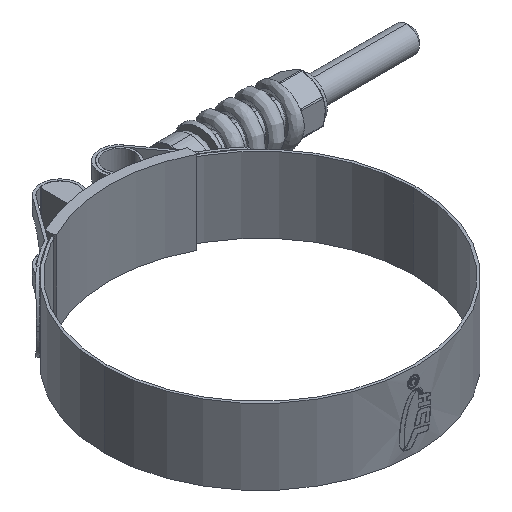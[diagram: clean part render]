
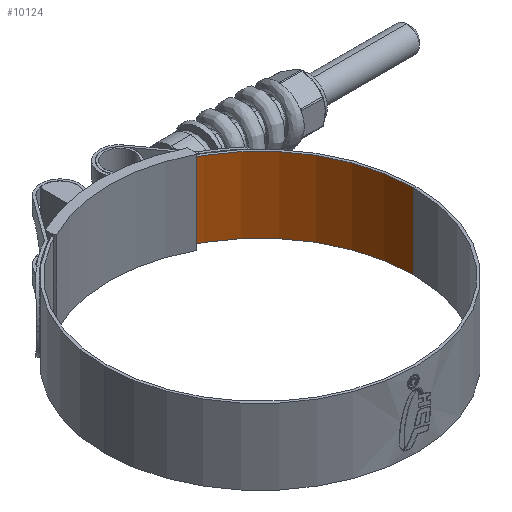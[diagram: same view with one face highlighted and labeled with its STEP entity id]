
A CAD part, isometric view. The second image highlights one B-rep face of the part: STEP entity #10124.
In plain terms, the highlighted cylindrical face has radius 38.85 mm (diameter 77.7 mm), a partial arc.
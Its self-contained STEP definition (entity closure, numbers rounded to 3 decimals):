
#126 = LINE ( 'NONE', #6854, #4354 ) ;
#632 = CARTESIAN_POINT ( 'NONE',  ( 6.645, 38.278, 9.55 ) ) ;
#938 = CYLINDRICAL_SURFACE ( 'NONE', #11067, 38.85 ) ;
#1803 = EDGE_CURVE ( 'NONE', #9720, #2583, #2836, .T. ) ;
#1838 = CARTESIAN_POINT ( 'NONE',  ( 0., 0., 9.55 ) ) ;
#1983 = ORIENTED_EDGE ( 'NONE', *, *, #4527, .F. ) ;
#2396 = EDGE_CURVE ( 'NONE', #16251, #7721, #13903, .T. ) ;
#2583 = VERTEX_POINT ( 'NONE', #15724 ) ;
#2585 = DIRECTION ( 'NONE',  ( 0., 0., -1. ) ) ;
#2688 = LINE ( 'NONE', #11745, #9355 ) ;
#2836 = CIRCLE ( 'NONE', #8790, 38.85 ) ;
#3407 = CARTESIAN_POINT ( 'NONE',  ( 38.85, 0., 9.55 ) ) ;
#3463 = ORIENTED_EDGE ( 'NONE', *, *, #2396, .F. ) ;
#3658 = AXIS2_PLACEMENT_3D ( 'NONE', #1838, #10905, #7130 ) ;
#3772 = DIRECTION ( 'NONE',  ( -1., 0., 0. ) ) ;
#4354 = VECTOR ( 'NONE', #15712, 1000. ) ;
#4459 = ORIENTED_EDGE ( 'NONE', *, *, #1803, .T. ) ;
#4527 = EDGE_CURVE ( 'NONE', #7721, #2583, #126, .T. ) ;
#4814 = ORIENTED_EDGE ( 'NONE', *, *, #7178, .T. ) ;
#6148 = CARTESIAN_POINT ( 'NONE',  ( 0., 0., 9.55 ) ) ;
#6854 = CARTESIAN_POINT ( 'NONE',  ( 38.85, 0., 9.55 ) ) ;
#7130 = DIRECTION ( 'NONE',  ( -1., 0., 0. ) ) ;
#7178 = EDGE_CURVE ( 'NONE', #16251, #9720, #2688, .T. ) ;
#7721 = VERTEX_POINT ( 'NONE', #3407 ) ;
#8057 = EDGE_LOOP ( 'NONE', ( #1983, #3463, #4814, #4459 ) ) ;
#8790 = AXIS2_PLACEMENT_3D ( 'NONE', #14333, #2585, #3772 ) ;
#8841 = DIRECTION ( 'NONE',  ( -1., 0., 0. ) ) ;
#8918 = CARTESIAN_POINT ( 'NONE',  ( 6.645, 38.278, -9.55 ) ) ;
#9355 = VECTOR ( 'NONE', #14183, 1000. ) ;
#9720 = VERTEX_POINT ( 'NONE', #8918 ) ;
#10124 = ADVANCED_FACE ( 'NONE', ( #14058 ), #938, .F. ) ;
#10905 = DIRECTION ( 'NONE',  ( 0., 0., -1. ) ) ;
#11067 = AXIS2_PLACEMENT_3D ( 'NONE', #6148, #16434, #8841 ) ;
#11745 = CARTESIAN_POINT ( 'NONE',  ( 6.645, 38.278, 9.55 ) ) ;
#13903 = CIRCLE ( 'NONE', #3658, 38.85 ) ;
#14058 = FACE_OUTER_BOUND ( 'NONE', #8057, .T. ) ;
#14183 = DIRECTION ( 'NONE',  ( 0., 0., -1. ) ) ;
#14333 = CARTESIAN_POINT ( 'NONE',  ( 0., 0., -9.55 ) ) ;
#15712 = DIRECTION ( 'NONE',  ( 0., 0., -1. ) ) ;
#15724 = CARTESIAN_POINT ( 'NONE',  ( 38.85, 0., -9.55 ) ) ;
#16251 = VERTEX_POINT ( 'NONE', #632 ) ;
#16434 = DIRECTION ( 'NONE',  ( 0., 0., -1. ) ) ;
